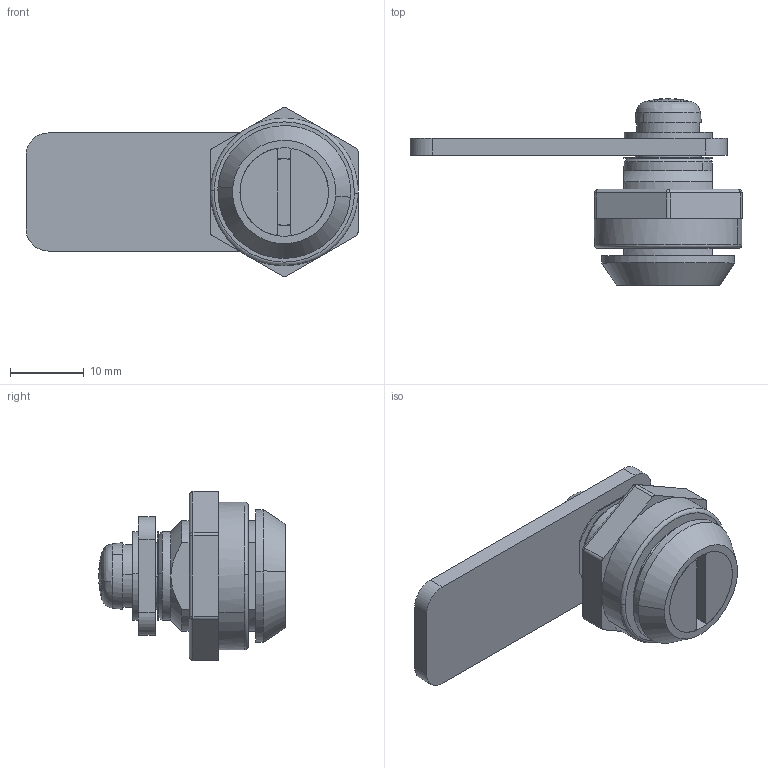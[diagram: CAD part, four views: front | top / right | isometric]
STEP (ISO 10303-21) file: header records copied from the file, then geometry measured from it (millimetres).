
FILE_DESCRIPTION((''),'2;1');
FILE_NAME('','2005-07-15T15:58:33',(''),(''),'','CADfix','');
FILE_SCHEMA(('AUTOMOTIVE_DESIGN'));
Length unit declared in the file: millimetre
Products named in the file (7): shaft; screw; retainer; nut; cam; body; TL_265_1_2122_36
Assembly tree (6 placements, depth 2):
  TL_265_1_2122_36
    shaft
    screw
    retainer
    nut
    cam
    body
Bounding box: 45 x 25.27 x 22.94 mm (x, y, z)
Volume: 5515.9 mm3; surface area: 5913.8 mm2
Topology: 6 solids, 6 shells, 171 faces, 478 edges, 327 vertices
Faces by surface type: bspline 171
Entity records: 6055 total; most frequent: CARTESIAN_POINT 3215, ORIENTED_EDGE 956, EDGE_CURVE 478, VERTEX_POINT 327, QUASI_UNIFORM_CURVE 227, EDGE_LOOP 189, FACE_OUTER_BOUND 171, ADVANCED_FACE 171
